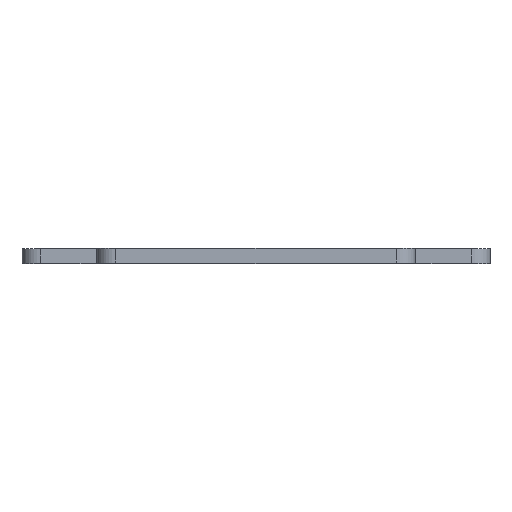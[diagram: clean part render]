
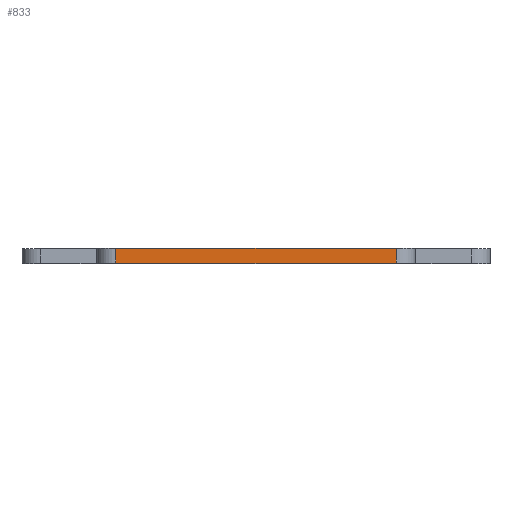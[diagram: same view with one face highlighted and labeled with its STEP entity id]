
A CAD part, top view. The second image highlights one B-rep face of the part: STEP entity #833.
In plain terms, the highlighted planar face has unit normal (0, 0, 1).
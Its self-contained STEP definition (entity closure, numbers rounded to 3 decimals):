
#16 = VECTOR ( 'NONE', #702, 1000. ) ;
#28 = VECTOR ( 'NONE', #549, 1000. ) ;
#35 = DIRECTION ( 'NONE',  ( -1., 0., 0. ) ) ;
#79 = LINE ( 'NONE', #150, #16 ) ;
#91 = LINE ( 'NONE', #563, #153 ) ;
#94 = CARTESIAN_POINT ( 'NONE',  ( 15., 1.6, 19.026 ) ) ;
#95 = CARTESIAN_POINT ( 'NONE',  ( 15., 0., 19.026 ) ) ;
#150 = CARTESIAN_POINT ( 'NONE',  ( -15., 1.6, 19.026 ) ) ;
#153 = VECTOR ( 'NONE', #496, 1000. ) ;
#155 = PLANE ( 'NONE',  #762 ) ;
#181 = EDGE_CURVE ( 'NONE', #741, #863, #79, .T. ) ;
#191 = EDGE_CURVE ( 'NONE', #741, #844, #270, .T. ) ;
#270 = LINE ( 'NONE', #277, #28 ) ;
#277 = CARTESIAN_POINT ( 'NONE',  ( -15., 1.6, 19.026 ) ) ;
#302 = CARTESIAN_POINT ( 'NONE',  ( -15., 0., 19.026 ) ) ;
#325 = FACE_OUTER_BOUND ( 'NONE', #517, .T. ) ;
#351 = ORIENTED_EDGE ( 'NONE', *, *, #181, .T. ) ;
#362 = LINE ( 'NONE', #94, #692 ) ;
#375 = DIRECTION ( 'NONE',  ( 0., -1., 0. ) ) ;
#486 = CARTESIAN_POINT ( 'NONE',  ( -15., 1.6, 19.026 ) ) ;
#496 = DIRECTION ( 'NONE',  ( 1., 0., 0. ) ) ;
#517 = EDGE_LOOP ( 'NONE', ( #785, #567, #613, #351 ) ) ;
#549 = DIRECTION ( 'NONE',  ( 1., 0., 0. ) ) ;
#563 = CARTESIAN_POINT ( 'NONE',  ( -15., 0., 19.026 ) ) ;
#567 = ORIENTED_EDGE ( 'NONE', *, *, #610, .F. ) ;
#570 = CARTESIAN_POINT ( 'NONE',  ( -15., 1.6, 19.026 ) ) ;
#610 = EDGE_CURVE ( 'NONE', #844, #804, #362, .T. ) ;
#613 = ORIENTED_EDGE ( 'NONE', *, *, #191, .F. ) ;
#658 = DIRECTION ( 'NONE',  ( 0., 0., -1. ) ) ;
#692 = VECTOR ( 'NONE', #375, 1000. ) ;
#702 = DIRECTION ( 'NONE',  ( 0., -1., 0. ) ) ;
#741 = VERTEX_POINT ( 'NONE', #486 ) ;
#762 = AXIS2_PLACEMENT_3D ( 'NONE', #570, #658, #35 ) ;
#773 = EDGE_CURVE ( 'NONE', #863, #804, #91, .T. ) ;
#785 = ORIENTED_EDGE ( 'NONE', *, *, #773, .T. ) ;
#804 = VERTEX_POINT ( 'NONE', #95 ) ;
#833 = ADVANCED_FACE ( 'NONE', ( #325 ), #155, .F. ) ;
#844 = VERTEX_POINT ( 'NONE', #857 ) ;
#857 = CARTESIAN_POINT ( 'NONE',  ( 15., 1.6, 19.026 ) ) ;
#863 = VERTEX_POINT ( 'NONE', #302 ) ;
